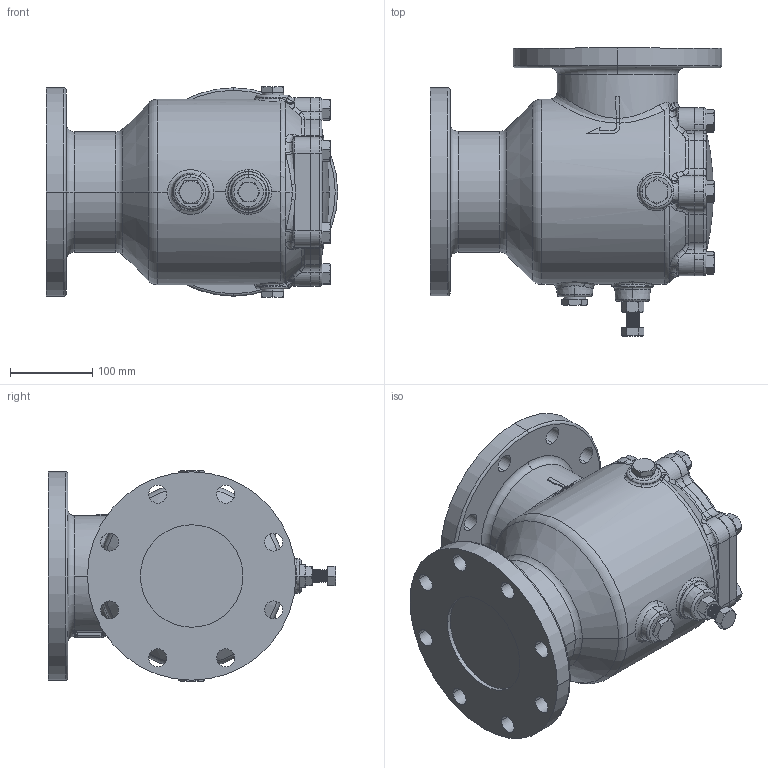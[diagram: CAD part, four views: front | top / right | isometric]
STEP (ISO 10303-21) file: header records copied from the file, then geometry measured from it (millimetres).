
FILE_DESCRIPTION (( 'STEP AP214' ), '1' );
FILE_NAME ('SD-5in_5in-125Lb.STEP', '2017-09-14T20:04:09', ( '' ), ( '' ), 'SwSTEP 2.0', 'SolidWorks 2013', '' );
FILE_SCHEMA (( 'AUTOMOTIVE_DESIGN' ));
Length unit declared in the file: inch
Products named in the file (4): X2SD-5in_5in-125Lb; X1SD-5in_5in-125Lb; SD-5in_5in-125Lb
Assembly tree (3 placements, depth 2):
  SD-5in_5in-125Lb
    SD-5in_5in-125Lb
    X1SD-5in_5in-125Lb
    X2SD-5in_5in-125Lb
Bounding box: 355 x 350.78 x 257 mm (x, y, z)
Volume: 13384021.1 mm3; surface area: 571727.7 mm2
Topology: 3 solids, 5 shells, 791 faces, 1957 edges, 1202 vertices
Faces by surface type: cylinder 278, plane 168, bspline 145, cone 124, torus 70, sphere 6
Entity records: 57715 total; most frequent: CARTESIAN_POINT 40557, ORIENTED_EDGE 3892, DIRECTION 3228, EDGE_CURVE 1946, AXIS2_PLACEMENT_3D 1353, VERTEX_POINT 1202, EDGE_LOOP 862, ADVANCED_FACE 791
